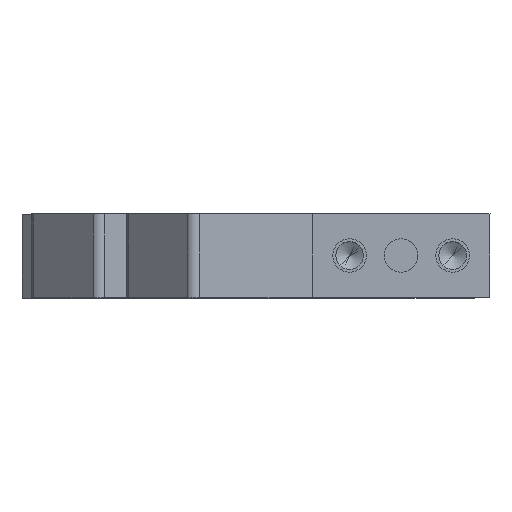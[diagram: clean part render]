
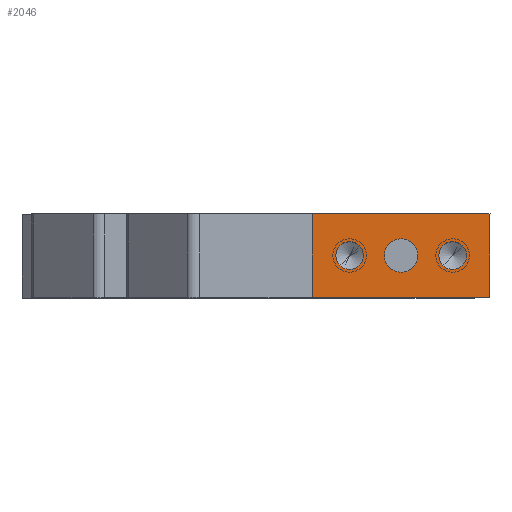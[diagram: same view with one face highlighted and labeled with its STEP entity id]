
A CAD part, top view. The second image highlights one B-rep face of the part: STEP entity #2046.
In plain terms, the highlighted face is planar.
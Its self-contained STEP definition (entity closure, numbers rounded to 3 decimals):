
#377=DIRECTION('',(-0.707,0.,0.707));
#378=VECTOR('',#377,21.213);
#379=CARTESIAN_POINT('',(41.266,5.161,-44.802));
#380=LINE('',#379,#378);
#456=DIRECTION('',(-0.707,0.,0.707));
#457=VECTOR('',#456,21.213);
#458=CARTESIAN_POINT('',(34.195,5.161,-51.873));
#459=LINE('',#458,#457);
#757=DIRECTION('',(-0.707,0.,-0.707));
#758=VECTOR('',#757,10.);
#759=CARTESIAN_POINT('',(26.267,5.161,-29.802));
#760=LINE('',#759,#758);
#764=DIRECTION('',(-0.707,0.,-0.707));
#765=VECTOR('',#764,10.);
#766=CARTESIAN_POINT('',(41.266,5.161,-44.802));
#767=LINE('',#766,#765);
#771=CARTESIAN_POINT('',(34.58,5.161,-45.186));
#772=DIRECTION('',(0.,-1.,0.));
#773=DIRECTION('',(-1.,0.,0.));
#774=AXIS2_PLACEMENT_3D('',#771,#772,#773);
#779=CARTESIAN_POINT('',(34.58,5.161,-45.186));
#780=DIRECTION('',(0.,-1.,0.));
#781=DIRECTION('',(1.,0.,0.));
#782=AXIS2_PLACEMENT_3D('',#779,#780,#781);
#787=CARTESIAN_POINT('',(25.882,5.161,-36.489));
#788=DIRECTION('',(0.,-1.,0.));
#789=DIRECTION('',(-1.,0.,0.));
#790=AXIS2_PLACEMENT_3D('',#787,#788,#789);
#795=CARTESIAN_POINT('',(25.882,5.161,-36.489));
#796=DIRECTION('',(0.,-1.,0.));
#797=DIRECTION('',(1.,0.,0.));
#798=AXIS2_PLACEMENT_3D('',#795,#796,#797);
#803=CARTESIAN_POINT('',(30.231,5.161,-40.838));
#804=DIRECTION('',(0.,1.,0.));
#805=DIRECTION('',(-1.,0.,0.));
#806=AXIS2_PLACEMENT_3D('',#803,#804,#805);
#811=CARTESIAN_POINT('',(30.231,5.161,-40.838));
#812=DIRECTION('',(0.,1.,0.));
#813=DIRECTION('',(1.,0.,0.));
#814=AXIS2_PLACEMENT_3D('',#811,#812,#813);
#1579=CARTESIAN_POINT('',(41.266,5.161,-44.802));
#1580=CARTESIAN_POINT('',(26.267,5.161,-29.802));
#1581=VERTEX_POINT('',#1579);
#1582=VERTEX_POINT('',#1580);
#1583=CARTESIAN_POINT('',(34.195,5.161,-51.873));
#1584=CARTESIAN_POINT('',(19.195,5.161,-36.873));
#1585=VERTEX_POINT('',#1583);
#1586=VERTEX_POINT('',#1584);
#1627=CARTESIAN_POINT('',(32.93,5.161,-45.186));
#1628=VERTEX_POINT('',#1627);
#1629=CARTESIAN_POINT('',(36.23,5.161,-45.186));
#1630=VERTEX_POINT('',#1629);
#1631=CARTESIAN_POINT('',(24.232,5.161,-36.489));
#1632=VERTEX_POINT('',#1631);
#1633=CARTESIAN_POINT('',(27.532,5.161,-36.489));
#1634=VERTEX_POINT('',#1633);
#1639=CARTESIAN_POINT('',(28.231,5.161,-40.838));
#1640=VERTEX_POINT('',#1639);
#1641=CARTESIAN_POINT('',(32.231,5.161,-40.838));
#1642=VERTEX_POINT('',#1641);
#2016=CARTESIAN_POINT('',(41.266,5.161,-44.802));
#2017=DIRECTION('',(0.,-1.,0.));
#2018=DIRECTION('',(-0.707,0.,0.707));
#2019=AXIS2_PLACEMENT_3D('',#2016,#2017,#2018);
#2020=PLANE('',#2019);
#2021=ORIENTED_EDGE('',*,*,#1848,.F.);
#2023=ORIENTED_EDGE('',*,*,#2022,.T.);
#2024=ORIENTED_EDGE('',*,*,#1908,.T.);
#2025=ORIENTED_EDGE('',*,*,#2009,.F.);
#2026=EDGE_LOOP('',(#2021,#2023,#2024,#2025));
#2027=FACE_OUTER_BOUND('',#2026,.F.);
#2029=ORIENTED_EDGE('',*,*,#2028,.T.);
#2031=ORIENTED_EDGE('',*,*,#2030,.T.);
#2032=EDGE_LOOP('',(#2029,#2031));
#2033=FACE_BOUND('',#2032,.F.);
#2035=ORIENTED_EDGE('',*,*,#2034,.T.);
#2037=ORIENTED_EDGE('',*,*,#2036,.T.);
#2038=EDGE_LOOP('',(#2035,#2037));
#2039=FACE_BOUND('',#2038,.F.);
#2041=ORIENTED_EDGE('',*,*,#2040,.F.);
#2043=ORIENTED_EDGE('',*,*,#2042,.F.);
#2044=EDGE_LOOP('',(#2041,#2043));
#2045=FACE_BOUND('',#2044,.F.);
#775=CIRCLE('',#774,1.65);
#783=CIRCLE('',#782,1.65);
#791=CIRCLE('',#790,1.65);
#799=CIRCLE('',#798,1.65);
#807=CIRCLE('',#806,2.);
#815=CIRCLE('',#814,2.);
#1848=EDGE_CURVE('',#1581,#1582,#380,.T.);
#1908=EDGE_CURVE('',#1585,#1586,#459,.T.);
#2009=EDGE_CURVE('',#1582,#1586,#760,.T.);
#2022=EDGE_CURVE('',#1581,#1585,#767,.T.);
#2028=EDGE_CURVE('',#1628,#1630,#775,.T.);
#2030=EDGE_CURVE('',#1630,#1628,#783,.T.);
#2034=EDGE_CURVE('',#1632,#1634,#791,.T.);
#2036=EDGE_CURVE('',#1634,#1632,#799,.T.);
#2040=EDGE_CURVE('',#1640,#1642,#807,.T.);
#2042=EDGE_CURVE('',#1642,#1640,#815,.T.);
#2046=ADVANCED_FACE('',(#2027,#2033,#2039,#2045),#2020,.T.);
